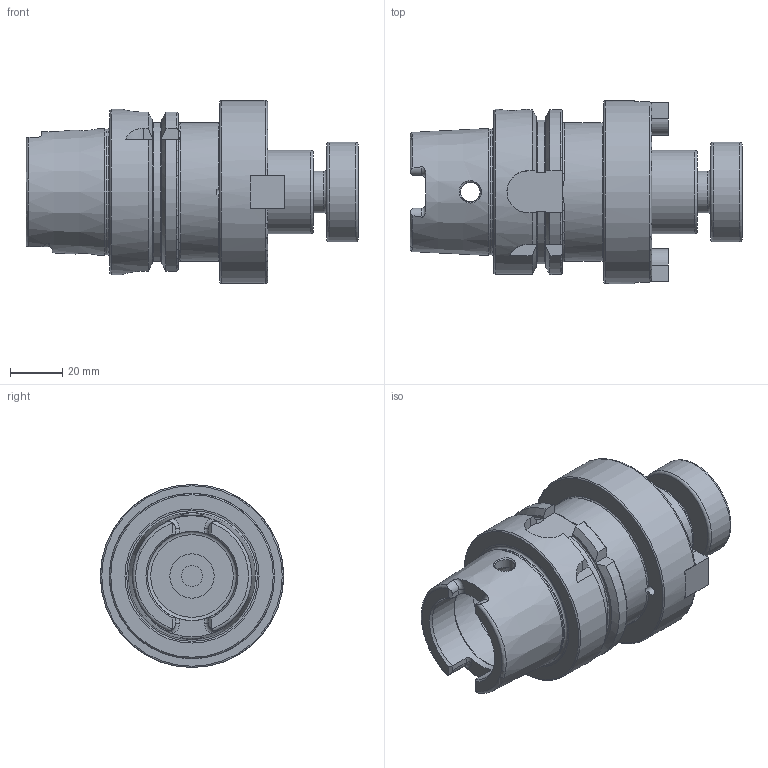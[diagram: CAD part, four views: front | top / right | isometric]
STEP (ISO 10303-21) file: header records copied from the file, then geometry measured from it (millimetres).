
FILE_DESCRIPTION(/* description */ (''),/* implementation_level */ '2;1');
FILE_NAME(/* name */ 'EQ104C.stp',/* time_stamp */ '2025-01-22T12:12:37+09:00',/* author */ ('eos'),/* organization */ (''),/* preprocessor_version */ 'ST-DEVELOPER v20',/* originating_system */ 'Autodesk Inventor 2025',/* authorisation */ '');
FILE_SCHEMA (('AUTOMOTIVE_DESIGN { 1 0 10303 214 3 1 1 }'));
Length unit declared in the file: inch
Products named in the file (5): LO-HSK63A-SMA25.4C-60.2; HSK63A; COLLAR BOLT-UNF3_8-24x24L; SMA27-DRIV EKEY-SECO; #7202
Assembly tree (4 placements, depth 2):
  LO-HSK63A-SMA25.4C-60.2
    HSK63A
    COLLAR BOLT-UNF3_8-24x24L
    SMA27-DRIV EKEY-SECO  x2
  #7202
Bounding box: 126.68 x 69.85 x 69.85 mm (x, y, z)
Volume: 210342.2 mm3; surface area: 47970.3 mm2
Topology: 6 solids, 6 shells, 220 faces, 571 edges, 367 vertices
Faces by surface type: plane 95, cylinder 56, torus 36, cone 27, bspline 6
Full cylindrical faces by diameter (mm): 3.683 x2, 4.5 x4, 4.826 x2, 5.5 x2, 7.5 x2, 7.925 x2, 8 x1, 8.7 x2, 10 x1, 12.7 x1, 14.351 x1, 15.875 x1, 16.5 x1, 16.917 x1, 19 x1, 31.75 x1, 34 x2, 38.1 x1, 40 x1, 48.041 x1, 53 x1, 63 x1, 69.85 x1
Entity records: 7171 total; most frequent: CARTESIAN_POINT 2164, DIRECTION 1028, ORIENTED_EDGE 1014, EDGE_CURVE 507, AXIS2_PLACEMENT_3D 414, VERTEX_POINT 331, EDGE_LOOP 220, CIRCLE 205
